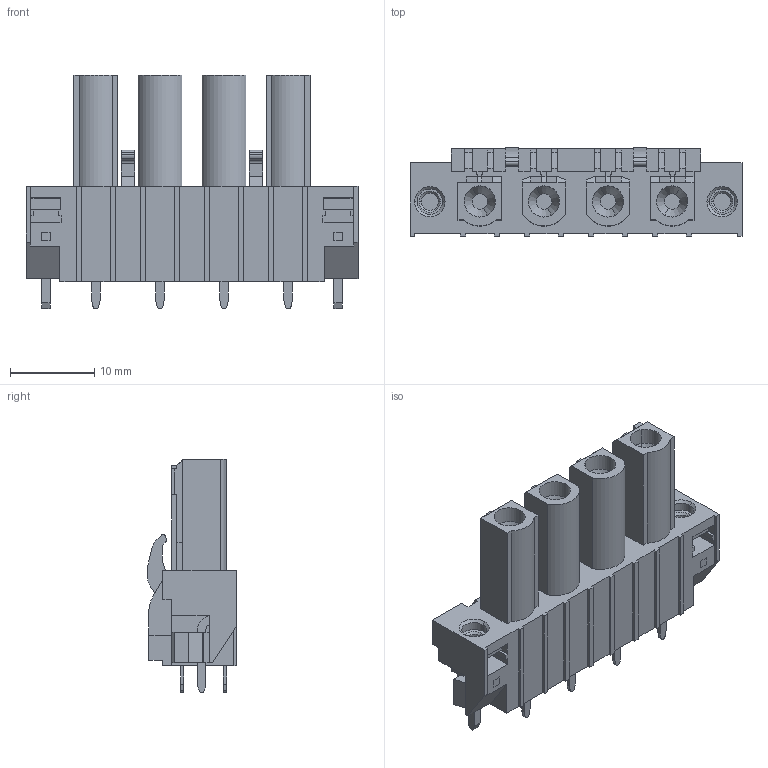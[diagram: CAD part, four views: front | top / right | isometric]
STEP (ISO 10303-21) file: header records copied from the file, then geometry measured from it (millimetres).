
FILE_DESCRIPTION(('CATIA V5 STEP Exchange','CAx-IF Rec.Pracs.--- Model Styling and Organization---1.2---2011-12-15'),'2;1');
FILE_NAME ('D1448728_0_1134110000_1134110000.stp','2018-09-18T06:34:19+00:00',('none'),('Weidmueller'),'CATIA Version 5-6 Release 2014','CATIA V5 STEP AP214','none');
FILE_SCHEMA(('AUTOMOTIVE_DESIGN { 1 0 10303 214 1 1 1 1 }'));
Length unit declared in the file: millimetre
Products named in the file (1): 1134110000
Bounding box: 39.46 x 10.54 x 27.74 mm (x, y, z)
Volume: 4663.5 mm3; surface area: 4259.4 mm2
Topology: 13 solids, 13 shells, 452 faces, 1232 edges, 816 vertices
Faces by surface type: plane 384, cylinder 52, cone 16
Entity records: 12974 total; most frequent: ORIENTED_EDGE 2464, CARTESIAN_POINT 2298, DIRECTION 1730, EDGE_CURVE 1232, VECTOR 1112, LINE 1112, VERTEX_POINT 816, EDGE_LOOP 474
